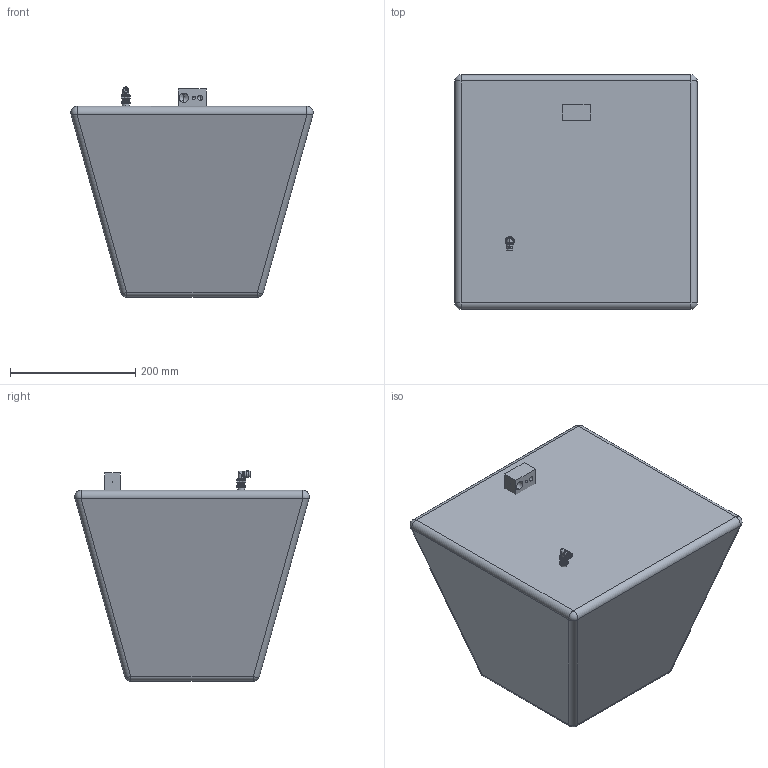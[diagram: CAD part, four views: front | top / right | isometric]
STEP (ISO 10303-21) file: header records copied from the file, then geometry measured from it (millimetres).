
FILE_DESCRIPTION (( 'STEP AP214' ), '1' );
FILE_NAME ('CP Beam Solid Body.STEP', '2025-03-03T15:42:54', ( '' ), ( '' ), 'SwSTEP 2.0', 'SolidWorks 2023', '' );
FILE_SCHEMA (( 'AUTOMOTIVE_DESIGN' ));
Length unit declared in the file: millimetre
Products named in the file (1): CP Beam Solid Body
Bounding box: 387.32 x 374.66 x 336.11 mm (x, y, z)
Volume: 28720972.2 mm3; surface area: 833201.4 mm2
Topology: 5 solids, 8 shells, 694 faces, 1652 edges, 979 vertices
Faces by surface type: plane 244, cylinder 217, cone 205, bspline 16, sphere 8, torus 4
Entity records: 30062 total; most frequent: CARTESIAN_POINT 6831, ORIENTED_EDGE 3260, DIRECTION 3245, EDGE_CURVE 1630, AXIS2_PLACEMENT_3D 1318, VERTEX_POINT 975, EDGE_LOOP 739, UNCERTAINTY_MEASURE_WITH_UNIT 700
